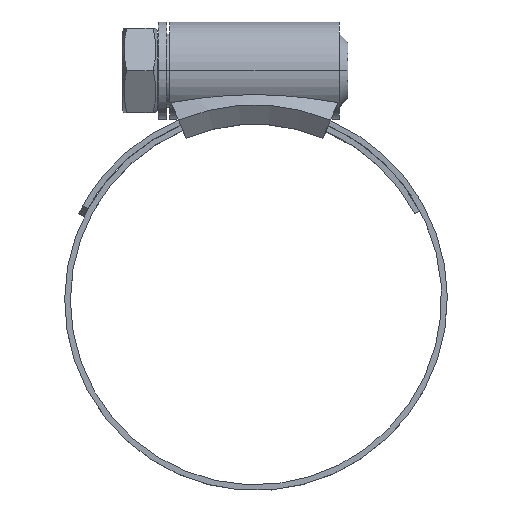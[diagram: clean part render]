
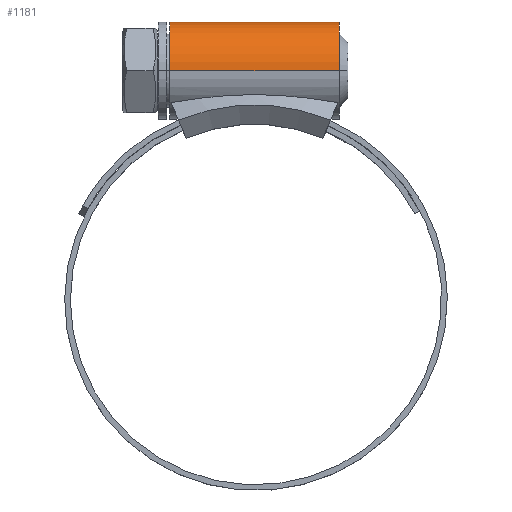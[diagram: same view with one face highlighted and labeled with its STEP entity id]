
A CAD part, top view. The second image highlights one B-rep face of the part: STEP entity #1181.
In plain terms, the highlighted cylindrical face has radius 8.5 mm (diameter 17 mm), a partial arc.
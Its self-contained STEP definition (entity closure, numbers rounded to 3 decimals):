
#32 = DIRECTION ( 'NONE',  ( 1., 0., 0. ) ) ;
#96 = CARTESIAN_POINT ( 'NONE',  ( -14.848, 40., 8.5 ) ) ;
#107 = DIRECTION ( 'NONE',  ( 0., 0., -1. ) ) ;
#190 = CARTESIAN_POINT ( 'NONE',  ( -38.889, 40., 0. ) ) ;
#283 = CYLINDRICAL_SURFACE ( 'NONE', #2808, 8.5 ) ;
#408 = DIRECTION ( 'NONE',  ( 0., 0., -1. ) ) ;
#446 = ORIENTED_EDGE ( 'NONE', *, *, #2108, .F. ) ;
#449 = CARTESIAN_POINT ( 'NONE',  ( -38.889, 40., 8.5 ) ) ;
#475 = EDGE_CURVE ( 'NONE', #3425, #2554, #4002, .T. ) ;
#500 = EDGE_CURVE ( 'NONE', #1528, #3425, #3572, .T. ) ;
#508 = DIRECTION ( 'NONE',  ( 0., 0., -1. ) ) ;
#699 = VECTOR ( 'NONE', #759, 1000. ) ;
#759 = DIRECTION ( 'NONE',  ( 1., 0., 0. ) ) ;
#1041 = CARTESIAN_POINT ( 'NONE',  ( -14.848, 40., -8.5 ) ) ;
#1043 = CARTESIAN_POINT ( 'NONE',  ( -38.889, 40., -8.5 ) ) ;
#1060 = DIRECTION ( 'NONE',  ( -1., 0., 0. ) ) ;
#1078 = CARTESIAN_POINT ( 'NONE',  ( -14.848, 40., 0. ) ) ;
#1181 = ADVANCED_FACE ( 'NONE', ( #3484 ), #283, .T. ) ;
#1183 = CARTESIAN_POINT ( 'NONE',  ( 14.848, 40., -8.5 ) ) ;
#1470 = LINE ( 'NONE', #449, #699 ) ;
#1522 = CIRCLE ( 'NONE', #3958, 8.5 ) ;
#1528 = VERTEX_POINT ( 'NONE', #96 ) ;
#2043 = CARTESIAN_POINT ( 'NONE',  ( 14.848, 40., 0. ) ) ;
#2108 = EDGE_CURVE ( 'NONE', #2554, #2787, #1522, .T. ) ;
#2117 = VECTOR ( 'NONE', #3025, 1000. ) ;
#2134 = EDGE_LOOP ( 'NONE', ( #2742, #3486, #446, #2243 ) ) ;
#2243 = ORIENTED_EDGE ( 'NONE', *, *, #475, .F. ) ;
#2554 = VERTEX_POINT ( 'NONE', #1183 ) ;
#2742 = ORIENTED_EDGE ( 'NONE', *, *, #500, .F. ) ;
#2787 = VERTEX_POINT ( 'NONE', #3604 ) ;
#2808 = AXIS2_PLACEMENT_3D ( 'NONE', #190, #2911, #508 ) ;
#2876 = AXIS2_PLACEMENT_3D ( 'NONE', #1078, #1060, #107 ) ;
#2911 = DIRECTION ( 'NONE',  ( 1., 0., 0. ) ) ;
#3025 = DIRECTION ( 'NONE',  ( 1., 0., 0. ) ) ;
#3055 = EDGE_CURVE ( 'NONE', #1528, #2787, #1470, .T. ) ;
#3425 = VERTEX_POINT ( 'NONE', #1041 ) ;
#3484 = FACE_OUTER_BOUND ( 'NONE', #2134, .T. ) ;
#3486 = ORIENTED_EDGE ( 'NONE', *, *, #3055, .T. ) ;
#3572 = CIRCLE ( 'NONE', #2876, 8.5 ) ;
#3604 = CARTESIAN_POINT ( 'NONE',  ( 14.848, 40., 8.5 ) ) ;
#3958 = AXIS2_PLACEMENT_3D ( 'NONE', #2043, #32, #408 ) ;
#4002 = LINE ( 'NONE', #1043, #2117 ) ;
